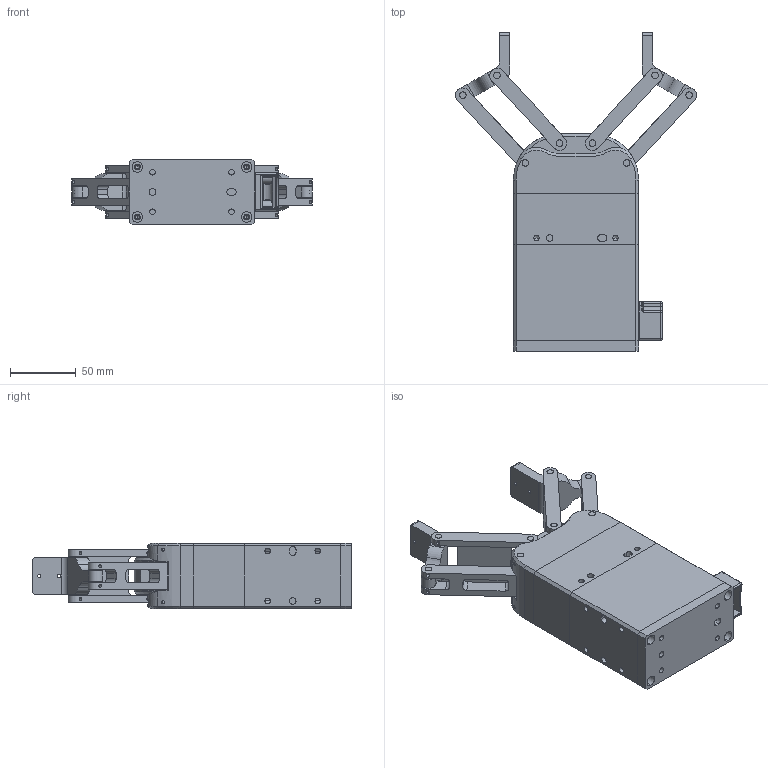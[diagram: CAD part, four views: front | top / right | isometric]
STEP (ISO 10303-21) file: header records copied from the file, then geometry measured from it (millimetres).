
FILE_DESCRIPTION (( 'STEP AP203' ), '1' );
FILE_NAME ('RM-CGBD-17 Ë«×¦´óÐÐ³Ì¼Ð×¦.STEP', '2020-09-27T03:56:17', ( '' ), ( '' ), 'SwSTEP 2.0', 'SolidWorks 2019', '' );
FILE_SCHEMA (( 'CONFIG_CONTROL_DESIGN' ));
Length unit declared in the file: millimetre
Products named in the file (13): 拏宒堤盄芛俋褲; MSP01-CGBD027 蟀裝3; MSP01-CGBD029 標芛; MSP01-CGBD028 蟀裝4; MSP01-CGBD024 階褲; MSP01-CGBD021 菁褲; 粣3; MSP01-CGBD030 粣創裔; MSP01-CGBD022 萇儂褲; MSP01-CGBD023 笢褲; 粣1; 粣2; RM-CGBD-17 邧蛈湮俴最標蛈
Assembly tree (20 placements, depth 2):
  RM-CGBD-17 邧蛈湮俴最標蛈
    MSP01-CGBD028 蟀裝4  x2
    MSP01-CGBD027 蟀裝3  x2
    MSP01-CGBD029 標芛  x2
    粣1  x4
    粣3  x2
    粣2  x2
    MSP01-CGBD023 笢褲
    MSP01-CGBD024 階褲
    MSP01-CGBD022 萇儂褲
    MSP01-CGBD021 菁褲
    MSP01-CGBD030 粣創裔
    拏宒堤盄芛俋褲
Bounding box: 182.93 x 241.93 x 50 mm (x, y, z)
Volume: 357417.5 mm3; surface area: 168644.1 mm2
Topology: 20 solids, 20 shells, 918 faces, 2400 edges, 1490 vertices
Faces by surface type: cylinder 525, plane 275, cone 64, torus 34, sphere 10, bspline 10
Entity records: 27030 total; most frequent: CARTESIAN_POINT 6085, DIRECTION 4269, ORIENTED_EDGE 3896, EDGE_CURVE 1948, AXIS2_PLACEMENT_3D 1650, VERTEX_POINT 1230, VECTOR 969, LINE 969
